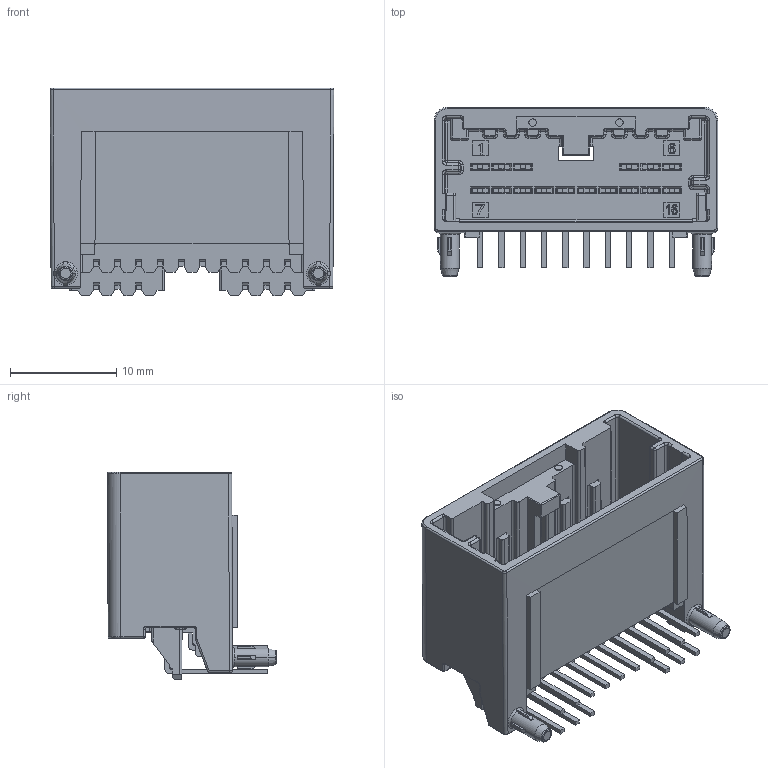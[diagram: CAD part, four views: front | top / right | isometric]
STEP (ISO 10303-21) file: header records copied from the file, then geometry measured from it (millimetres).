
FILE_DESCRIPTION((''),'2;1');
FILE_NAME('348260160','2020-04-08T',('gga'),(''),'PRO/ENGINEER BY PARAMETRIC TECHNOLOGY CORPORATION, 2016010','PRO/ENGINEER BY PARAMETRIC TECHNOLOGY CORPORATION, 2016010','');
FILE_SCHEMA(('CONFIG_CONTROL_DESIGN'));
Length unit declared in the file: millimetre
Products named in the file (1): 348260160
Bounding box: 26.63 x 15.88 x 19.5 mm (x, y, z)
Volume: 1938.1 mm3; surface area: 3941.3 mm2
Topology: 1 solids, 1 shells, 1524 faces, 3970 edges, 2416 vertices
Faces by surface type: plane 829, cylinder 444, bspline 114, sphere 97, extrusion 22, torus 14, cone 4
Entity records: 47854 total; most frequent: CARTESIAN_POINT 12226, ORIENTED_EDGE 7672, DIRECTION 6843, EDGE_CURVE 3836, VECTOR 2645, LINE 2623, VERTEX_POINT 2380, AXIS2_PLACEMENT_3D 2099
